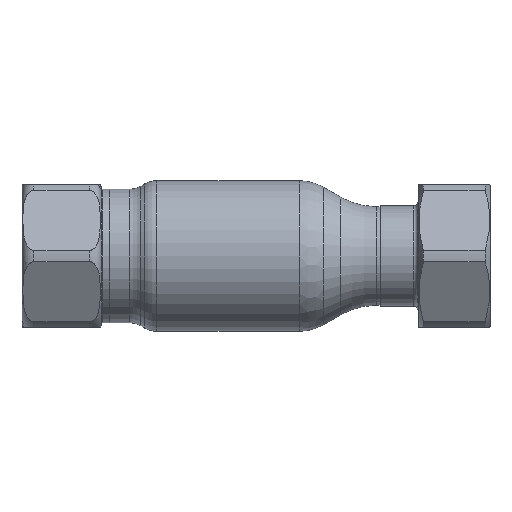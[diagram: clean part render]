
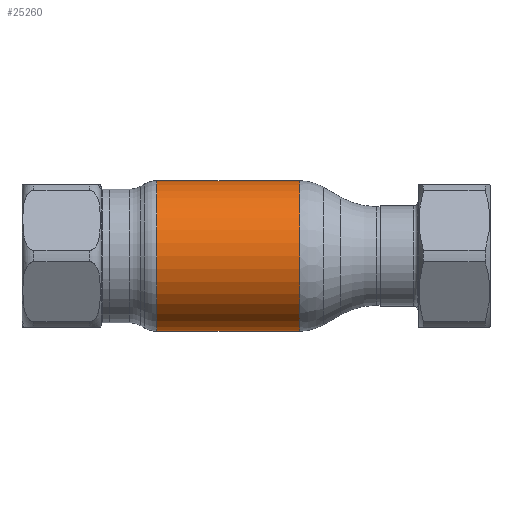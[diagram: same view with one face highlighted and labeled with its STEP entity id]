
A CAD part, front view. The second image highlights one B-rep face of the part: STEP entity #25260.
In plain terms, the highlighted cylindrical face has radius 19 mm (diameter 38 mm), a partial arc.
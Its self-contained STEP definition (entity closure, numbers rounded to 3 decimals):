
#251 = CIRCLE ( 'NONE', #19848, 19. ) ;
#1594 = ORIENTED_EDGE ( 'NONE', *, *, #39078, .T. ) ;
#2304 = AXIS2_PLACEMENT_3D ( 'NONE', #10258, #55623, #41948 ) ;
#2720 = CARTESIAN_POINT ( 'NONE',  ( -18.035, 0., -19. ) ) ;
#2885 = LINE ( 'NONE', #56966, #33864 ) ;
#3758 = ORIENTED_EDGE ( 'NONE', *, *, #23482, .T. ) ;
#5294 = EDGE_CURVE ( 'NONE', #42283, #21698, #27436, .T. ) ;
#7240 = CARTESIAN_POINT ( 'NONE',  ( -18.035, 0., 0. ) ) ;
#10258 = CARTESIAN_POINT ( 'NONE',  ( 62.69, 0., 0. ) ) ;
#11391 = DIRECTION ( 'NONE',  ( 1., 0., 0. ) ) ;
#12980 = CYLINDRICAL_SURFACE ( 'NONE', #2304, 19. ) ;
#15978 = DIRECTION ( 'NONE',  ( 0., 0., -1. ) ) ;
#17378 = FACE_OUTER_BOUND ( 'NONE', #33827, .T. ) ;
#19848 = AXIS2_PLACEMENT_3D ( 'NONE', #7240, #43283, #15978 ) ;
#20166 = LINE ( 'NONE', #51813, #55488 ) ;
#21698 = VERTEX_POINT ( 'NONE', #25392 ) ;
#22255 = VERTEX_POINT ( 'NONE', #35414 ) ;
#23482 = EDGE_CURVE ( 'NONE', #22255, #23979, #251, .T. ) ;
#23979 = VERTEX_POINT ( 'NONE', #2720 ) ;
#25260 = ADVANCED_FACE ( 'NONE', ( #17378 ), #12980, .T. ) ;
#25392 = CARTESIAN_POINT ( 'NONE',  ( 18.035, 0., -19. ) ) ;
#27436 = CIRCLE ( 'NONE', #56152, 19. ) ;
#28202 = DIRECTION ( 'NONE',  ( 0., 0., -1. ) ) ;
#32563 = CARTESIAN_POINT ( 'NONE',  ( 18.035, 0., 0. ) ) ;
#33827 = EDGE_LOOP ( 'NONE', ( #53395, #3758, #1594, #42927 ) ) ;
#33864 = VECTOR ( 'NONE', #38378, 1000. ) ;
#35414 = CARTESIAN_POINT ( 'NONE',  ( -18.035, 0., 19. ) ) ;
#38378 = DIRECTION ( 'NONE',  ( 1., 0., 0. ) ) ;
#39078 = EDGE_CURVE ( 'NONE', #23979, #21698, #2885, .T. ) ;
#41948 = DIRECTION ( 'NONE',  ( 0., 0., -1. ) ) ;
#42283 = VERTEX_POINT ( 'NONE', #48502 ) ;
#42927 = ORIENTED_EDGE ( 'NONE', *, *, #5294, .F. ) ;
#43283 = DIRECTION ( 'NONE',  ( 1., 0., 0. ) ) ;
#48502 = CARTESIAN_POINT ( 'NONE',  ( 18.035, 0., 19. ) ) ;
#50279 = DIRECTION ( 'NONE',  ( 1., 0., 0. ) ) ;
#51813 = CARTESIAN_POINT ( 'NONE',  ( 62.69, 0., 19. ) ) ;
#53395 = ORIENTED_EDGE ( 'NONE', *, *, #53741, .F. ) ;
#53741 = EDGE_CURVE ( 'NONE', #22255, #42283, #20166, .T. ) ;
#55488 = VECTOR ( 'NONE', #11391, 1000. ) ;
#55623 = DIRECTION ( 'NONE',  ( 1., 0., 0. ) ) ;
#56152 = AXIS2_PLACEMENT_3D ( 'NONE', #32563, #50279, #28202 ) ;
#56966 = CARTESIAN_POINT ( 'NONE',  ( 62.69, 0., -19. ) ) ;
